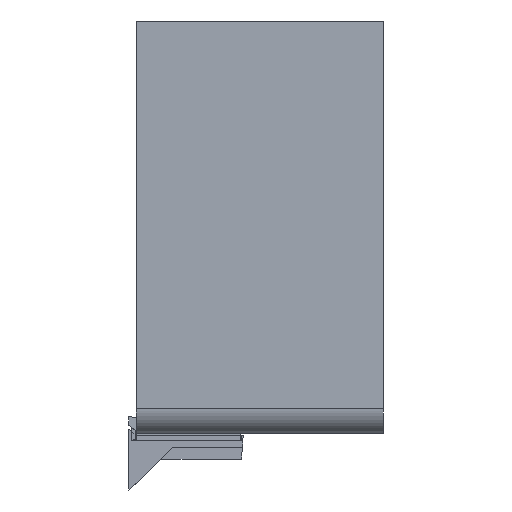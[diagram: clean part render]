
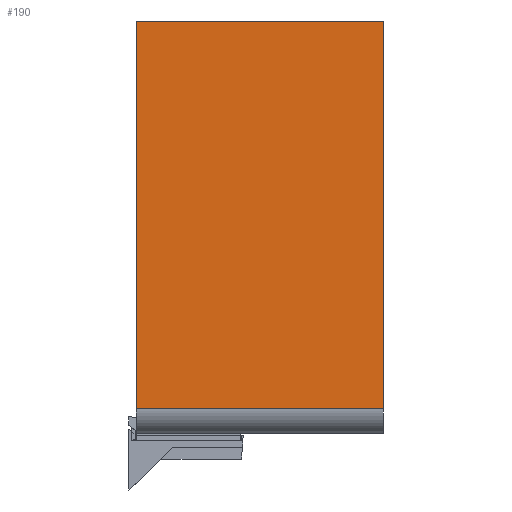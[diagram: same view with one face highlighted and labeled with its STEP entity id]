
A CAD part, left-side view. The second image highlights one B-rep face of the part: STEP entity #190.
In plain terms, the highlighted planar face has unit normal (-1, 0, 0).
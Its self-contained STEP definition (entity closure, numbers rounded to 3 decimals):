
#190=ADVANCED_FACE($,(#395),#2673,.T.);
#395=FACE_OUTER_BOUND($,#607,.T.);
#607=EDGE_LOOP($,(#1302,#1303,#1304,#1305));
#1302=ORIENTED_EDGE($,*,*,#1995,.F.);
#1303=ORIENTED_EDGE($,*,*,#2003,.T.);
#1304=ORIENTED_EDGE($,*,*,#2004,.T.);
#1305=ORIENTED_EDGE($,*,*,#2005,.T.);
#1995=EDGE_CURVE($,#2402,#2403,#3031,.T.);
#2003=EDGE_CURVE($,#2402,#2410,#3037,.T.);
#2004=EDGE_CURVE($,#2410,#2411,#3038,.T.);
#2005=EDGE_CURVE($,#2411,#2403,#3039,.T.);
#2402=VERTEX_POINT($,#4916);
#2403=VERTEX_POINT($,#4917);
#2410=VERTEX_POINT($,#4924);
#2411=VERTEX_POINT($,#4925);
#2673=PLANE($,#3407);
#3031=B_SPLINE_CURVE_WITH_KNOTS($,1,(#4844,#4845),.UNSPECIFIED.,.F.,.F.,
(2,2),(-375.,0.),.UNSPECIFIED.);
#3037=B_SPLINE_CURVE_WITH_KNOTS($,1,(#4862,#4863),.UNSPECIFIED.,.F.,.F.,
(2,2),(0.,240.),.UNSPECIFIED.);
#3038=B_SPLINE_CURVE_WITH_KNOTS($,1,(#4864,#4865),.UNSPECIFIED.,.F.,.F.,
(2,2),(-375.,0.),.UNSPECIFIED.);
#3039=B_SPLINE_CURVE_WITH_KNOTS($,1,(#4866,#4867),.UNSPECIFIED.,.F.,.F.,
(2,2),(-240.,0.),.UNSPECIFIED.);
#3407=AXIS2_PLACEMENT_3D($,#4897,#3565,$);
#3565=DIRECTION($,(-1.,0.,0.));
#4844=CARTESIAN_POINT($,(-183.5,242.,52.5));
#4845=CARTESIAN_POINT($,(-183.5,242.,427.5));
#4862=CARTESIAN_POINT($,(-183.5,242.,52.5));
#4863=CARTESIAN_POINT($,(-183.5,2.,52.5));
#4864=CARTESIAN_POINT($,(-183.5,2.,52.5));
#4865=CARTESIAN_POINT($,(-183.5,2.,427.5));
#4866=CARTESIAN_POINT($,(-183.5,2.,427.5));
#4867=CARTESIAN_POINT($,(-183.5,242.,427.5));
#4897=CARTESIAN_POINT($,(-183.5,242.,427.5));
#4916=CARTESIAN_POINT($,(-183.5,242.,52.5));
#4917=CARTESIAN_POINT($,(-183.5,242.,427.5));
#4924=CARTESIAN_POINT($,(-183.5,2.,52.5));
#4925=CARTESIAN_POINT($,(-183.5,2.,427.5));
